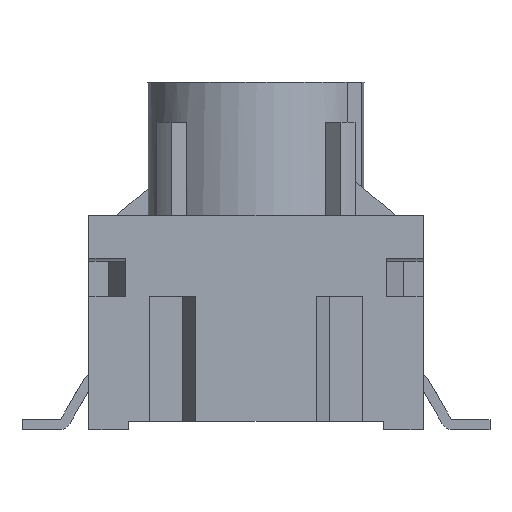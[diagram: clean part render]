
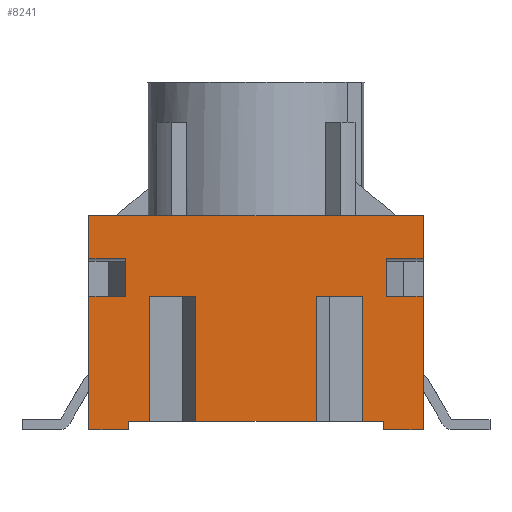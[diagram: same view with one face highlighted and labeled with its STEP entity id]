
A CAD part, front view. The second image highlights one B-rep face of the part: STEP entity #8241.
In plain terms, the highlighted planar face has unit normal (0, -1, 0).
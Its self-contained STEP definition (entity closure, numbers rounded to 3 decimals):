
#4857=CARTESIAN_POINT('',(3.82,-5.,0.25));
#4858=VERTEX_POINT('',#4857);
#4865=CARTESIAN_POINT('',(3.18,-5.,0.25));
#4866=VERTEX_POINT('',#4865);
#4867=CARTESIAN_POINT('',(3.18,-5.,0.25));
#4868=DIRECTION('',(1.0,0.0,0.0));
#4869=VECTOR('',#4868,0.64);
#4870=LINE('',#4867,#4869);
#4871=EDGE_CURVE('',#4866,#4858,#4870,.T.);
#4889=CARTESIAN_POINT('',(1.8,-5.,0.25));
#4890=VERTEX_POINT('',#4889);
#4897=CARTESIAN_POINT('',(-1.8,-5.0,0.25));
#4898=VERTEX_POINT('',#4897);
#4899=CARTESIAN_POINT('',(-1.8,-5.,0.25));
#4900=DIRECTION('',(1.0,0.0,0.0));
#4901=VECTOR('',#4900,3.6);
#4902=LINE('',#4899,#4901);
#4903=EDGE_CURVE('',#4898,#4890,#4902,.T.);
#4921=CARTESIAN_POINT('',(-3.18,-5.,0.25));
#4922=VERTEX_POINT('',#4921);
#4929=CARTESIAN_POINT('',(-3.82,-5.,0.25));
#4930=VERTEX_POINT('',#4929);
#4931=CARTESIAN_POINT('',(-3.82,-5.,0.25));
#4932=DIRECTION('',(1.0,0.0,0.0));
#4933=VECTOR('',#4932,0.64);
#4934=LINE('',#4931,#4933);
#4935=EDGE_CURVE('',#4930,#4922,#4934,.T.);
#7269=CARTESIAN_POINT('',(-5.,-5.,0.0));
#7270=VERTEX_POINT('',#7269);
#7277=CARTESIAN_POINT('',(-5.,-5.,4.));
#7278=VERTEX_POINT('',#7277);
#7279=CARTESIAN_POINT('',(-5.,-5.,0.0));
#7280=DIRECTION('',(0.0,0.0,1.0));
#7281=VECTOR('',#7280,4.);
#7282=LINE('',#7279,#7281);
#7283=EDGE_CURVE('',#7270,#7278,#7282,.T.);
#7715=CARTESIAN_POINT('',(5.,-5.,4.));
#7716=VERTEX_POINT('',#7715);
#7723=CARTESIAN_POINT('',(5.,-5.,0.0));
#7724=VERTEX_POINT('',#7723);
#7725=CARTESIAN_POINT('',(5.,-5.,0.0));
#7726=DIRECTION('',(0.0,0.0,1.0));
#7727=VECTOR('',#7726,4.);
#7728=LINE('',#7725,#7727);
#7729=EDGE_CURVE('',#7724,#7716,#7728,.T.);
#7929=CARTESIAN_POINT('',(5.0,-5.,6.4));
#7930=VERTEX_POINT('',#7929);
#7937=CARTESIAN_POINT('',(5.,-5.,5.136));
#7938=VERTEX_POINT('',#7937);
#7939=CARTESIAN_POINT('',(5.,-5.,5.136));
#7940=DIRECTION('',(0.0,0.0,1.0));
#7941=VECTOR('',#7940,1.264);
#7942=LINE('',#7939,#7941);
#7943=EDGE_CURVE('',#7938,#7930,#7942,.T.);
#7970=CARTESIAN_POINT('',(-5.,-5.,6.4));
#7971=VERTEX_POINT('',#7970);
#7978=CARTESIAN_POINT('',(5.0,-5.,6.4));
#7979=DIRECTION('',(-1.0,0.0,0.0));
#7980=VECTOR('',#7979,10.0);
#7981=LINE('',#7978,#7980);
#7982=EDGE_CURVE('',#7930,#7971,#7981,.T.);
#8014=CARTESIAN_POINT('',(3.9,-5.,5.136));
#8015=VERTEX_POINT('',#8014);
#8032=CARTESIAN_POINT('',(3.9,-5.,5.136));
#8033=DIRECTION('',(1.0,0.0,0.0));
#8034=VECTOR('',#8033,1.1);
#8035=LINE('',#8032,#8034);
#8036=EDGE_CURVE('',#8015,#7938,#8035,.T.);
#8046=CARTESIAN_POINT('',(-3.9,-5.,5.136));
#8047=VERTEX_POINT('',#8046);
#8057=CARTESIAN_POINT('',(-5.,-5.,5.136));
#8058=VERTEX_POINT('',#8057);
#8059=CARTESIAN_POINT('',(-5.,-5.,5.136));
#8060=DIRECTION('',(1.0,0.0,0.0));
#8061=VECTOR('',#8060,1.1);
#8062=LINE('',#8059,#8061);
#8063=EDGE_CURVE('',#8058,#8047,#8062,.T.);
#8114=CARTESIAN_POINT('',(-5.,-5.,5.136));
#8115=DIRECTION('',(0.0,0.0,1.0));
#8116=VECTOR('',#8115,1.264);
#8117=LINE('',#8114,#8116);
#8118=EDGE_CURVE('',#8058,#7971,#8117,.T.);
#8124=CARTESIAN_POINT('',(5.,-5.,0.0));
#8125=DIRECTION('',(0.0,-1.0,0.0));
#8126=DIRECTION('',(0.0,0.0,-1.0));
#8127=AXIS2_PLACEMENT_3D('',#8124,#8125,#8126);
#8128=PLANE('',#8127);
#8129=ORIENTED_EDGE('',*,*,#8036,.T.);
#8130=ORIENTED_EDGE('',*,*,#7943,.T.);
#8131=ORIENTED_EDGE('',*,*,#7982,.T.);
#8132=ORIENTED_EDGE('',*,*,#8118,.F.);
#8133=ORIENTED_EDGE('',*,*,#8063,.T.);
#8134=CARTESIAN_POINT('',(-3.9,-5.,4.));
#8135=VERTEX_POINT('',#8134);
#8136=CARTESIAN_POINT('',(-3.9,-5.,5.136));
#8137=DIRECTION('',(0.0,0.0,-1.0));
#8138=VECTOR('',#8137,1.136);
#8139=LINE('',#8136,#8138);
#8140=EDGE_CURVE('',#8047,#8135,#8139,.T.);
#8141=ORIENTED_EDGE('',*,*,#8140,.T.);
#8142=CARTESIAN_POINT('',(-3.9,-5.,4.));
#8143=DIRECTION('',(-1.0,0.0,0.0));
#8144=VECTOR('',#8143,1.1);
#8145=LINE('',#8142,#8144);
#8146=EDGE_CURVE('',#8135,#7278,#8145,.T.);
#8147=ORIENTED_EDGE('',*,*,#8146,.T.);
#8148=ORIENTED_EDGE('',*,*,#7283,.F.);
#8149=CARTESIAN_POINT('',(-3.82,-5.,0.0));
#8150=VERTEX_POINT('',#8149);
#8151=CARTESIAN_POINT('',(-3.82,-5.,0.0));
#8152=DIRECTION('',(-1.0,0.0,0.0));
#8153=VECTOR('',#8152,1.18);
#8154=LINE('',#8151,#8153);
#8155=EDGE_CURVE('',#8150,#7270,#8154,.T.);
#8156=ORIENTED_EDGE('',*,*,#8155,.F.);
#8157=CARTESIAN_POINT('',(-3.82,-5.,0.));
#8158=DIRECTION('',(0.0,0.0,1.0));
#8159=VECTOR('',#8158,0.25);
#8160=LINE('',#8157,#8159);
#8161=EDGE_CURVE('',#8150,#4930,#8160,.T.);
#8162=ORIENTED_EDGE('',*,*,#8161,.T.);
#8163=ORIENTED_EDGE('',*,*,#4935,.T.);
#8164=CARTESIAN_POINT('',(-3.18,-5.,4.));
#8165=VERTEX_POINT('',#8164);
#8166=CARTESIAN_POINT('',(-3.18,-5.0,0.25));
#8167=DIRECTION('',(0.0,0.0,1.0));
#8168=VECTOR('',#8167,3.75);
#8169=LINE('',#8166,#8168);
#8170=EDGE_CURVE('',#4922,#8165,#8169,.T.);
#8171=ORIENTED_EDGE('',*,*,#8170,.T.);
#8172=CARTESIAN_POINT('',(-1.8,-5.0,4.));
#8173=VERTEX_POINT('',#8172);
#8174=CARTESIAN_POINT('',(-1.8,-5.0,4.));
#8175=DIRECTION('',(-1.0,0.0,0.0));
#8176=VECTOR('',#8175,1.38);
#8177=LINE('',#8174,#8176);
#8178=EDGE_CURVE('',#8173,#8165,#8177,.T.);
#8179=ORIENTED_EDGE('',*,*,#8178,.F.);
#8180=CARTESIAN_POINT('',(-1.8,-5.0,4.));
#8181=DIRECTION('',(0.0,0.0,-1.0));
#8182=VECTOR('',#8181,3.75);
#8183=LINE('',#8180,#8182);
#8184=EDGE_CURVE('',#8173,#4898,#8183,.T.);
#8185=ORIENTED_EDGE('',*,*,#8184,.T.);
#8186=ORIENTED_EDGE('',*,*,#4903,.T.);
#8187=CARTESIAN_POINT('',(1.8,-5.,4.));
#8188=VERTEX_POINT('',#8187);
#8189=CARTESIAN_POINT('',(1.8,-5.,0.25));
#8190=DIRECTION('',(0.0,0.0,1.0));
#8191=VECTOR('',#8190,3.75);
#8192=LINE('',#8189,#8191);
#8193=EDGE_CURVE('',#4890,#8188,#8192,.T.);
#8194=ORIENTED_EDGE('',*,*,#8193,.T.);
#8195=CARTESIAN_POINT('',(3.18,-5.,4.));
#8196=VERTEX_POINT('',#8195);
#8197=CARTESIAN_POINT('',(3.18,-5.,4.));
#8198=DIRECTION('',(-1.0,0.0,0.0));
#8199=VECTOR('',#8198,1.38);
#8200=LINE('',#8197,#8199);
#8201=EDGE_CURVE('',#8196,#8188,#8200,.T.);
#8202=ORIENTED_EDGE('',*,*,#8201,.F.);
#8203=CARTESIAN_POINT('',(3.18,-5.,4.));
#8204=DIRECTION('',(0.0,0.0,-1.0));
#8205=VECTOR('',#8204,3.75);
#8206=LINE('',#8203,#8205);
#8207=EDGE_CURVE('',#8196,#4866,#8206,.T.);
#8208=ORIENTED_EDGE('',*,*,#8207,.T.);
#8209=ORIENTED_EDGE('',*,*,#4871,.T.);
#8210=CARTESIAN_POINT('',(3.82,-5.,0.0));
#8211=VERTEX_POINT('',#8210);
#8212=CARTESIAN_POINT('',(3.82,-5.,0.25));
#8213=DIRECTION('',(0.0,0.0,-1.0));
#8214=VECTOR('',#8213,0.25);
#8215=LINE('',#8212,#8214);
#8216=EDGE_CURVE('',#4858,#8211,#8215,.T.);
#8217=ORIENTED_EDGE('',*,*,#8216,.T.);
#8218=CARTESIAN_POINT('',(5.,-5.,0.0));
#8219=DIRECTION('',(-1.0,0.0,0.0));
#8220=VECTOR('',#8219,1.18);
#8221=LINE('',#8218,#8220);
#8222=EDGE_CURVE('',#7724,#8211,#8221,.T.);
#8223=ORIENTED_EDGE('',*,*,#8222,.F.);
#8224=ORIENTED_EDGE('',*,*,#7729,.T.);
#8225=CARTESIAN_POINT('',(3.9,-5.,4.));
#8226=VERTEX_POINT('',#8225);
#8227=CARTESIAN_POINT('',(5.,-5.,4.));
#8228=DIRECTION('',(-1.0,0.0,0.0));
#8229=VECTOR('',#8228,1.1);
#8230=LINE('',#8227,#8229);
#8231=EDGE_CURVE('',#7716,#8226,#8230,.T.);
#8232=ORIENTED_EDGE('',*,*,#8231,.T.);
#8233=CARTESIAN_POINT('',(3.9,-5.,4.));
#8234=DIRECTION('',(0.0,0.0,1.0));
#8235=VECTOR('',#8234,1.136);
#8236=LINE('',#8233,#8235);
#8237=EDGE_CURVE('',#8226,#8015,#8236,.T.);
#8238=ORIENTED_EDGE('',*,*,#8237,.T.);
#8239=EDGE_LOOP('',(#8129,#8130,#8131,#8132,#8133,#8141,#8147,#8148,#8156,#8162,#8163,#8171,#8179,#8185,#8186,#8194,#8202,#8208,#8209,#8217,#8223,#8224,#8232,#8238));
#8240=FACE_OUTER_BOUND('',#8239,.T.);
#8241=ADVANCED_FACE('',(#8240),#8128,.T.);
